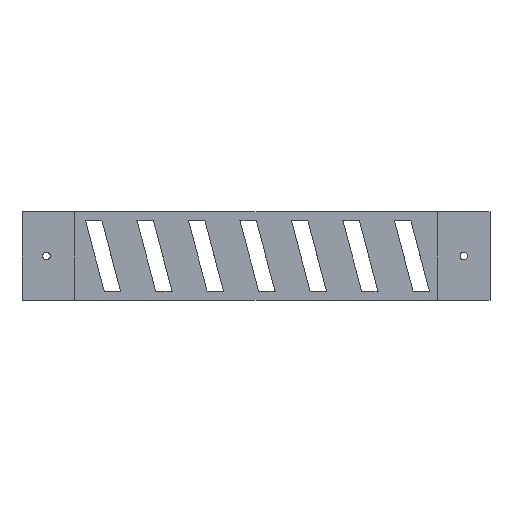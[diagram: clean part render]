
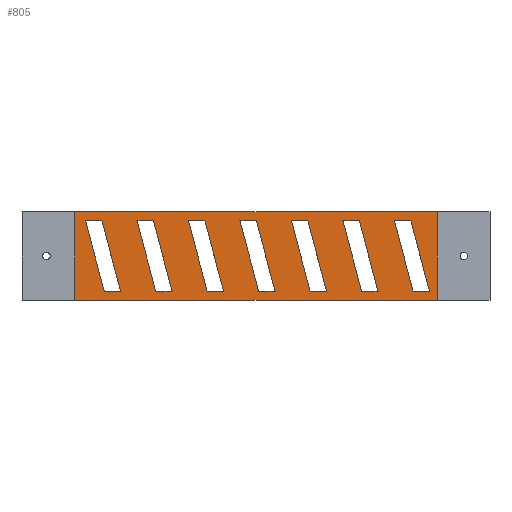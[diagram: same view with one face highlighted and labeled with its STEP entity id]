
A CAD part, top view. The second image highlights one B-rep face of the part: STEP entity #805.
In plain terms, the highlighted planar face has unit normal (0, 0, 1).
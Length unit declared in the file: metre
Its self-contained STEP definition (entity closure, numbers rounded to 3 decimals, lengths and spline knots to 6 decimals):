
#26=ORIENTED_EDGE('',*,*,#250,.F.);
#27=ORIENTED_EDGE('',*,*,#251,.F.);
#28=ORIENTED_EDGE('',*,*,#252,.F.);
#29=ORIENTED_EDGE('',*,*,#253,.F.);
#30=ORIENTED_EDGE('',*,*,#254,.F.);
#31=ORIENTED_EDGE('',*,*,#255,.F.);
#32=ORIENTED_EDGE('',*,*,#256,.F.);
#33=ORIENTED_EDGE('',*,*,#257,.F.);
#34=ORIENTED_EDGE('',*,*,#258,.F.);
#35=ORIENTED_EDGE('',*,*,#259,.F.);
#36=ORIENTED_EDGE('',*,*,#260,.F.);
#37=ORIENTED_EDGE('',*,*,#261,.F.);
#38=ORIENTED_EDGE('',*,*,#262,.F.);
#39=ORIENTED_EDGE('',*,*,#263,.F.);
#40=ORIENTED_EDGE('',*,*,#264,.F.);
#41=ORIENTED_EDGE('',*,*,#265,.F.);
#42=ORIENTED_EDGE('',*,*,#266,.F.);
#43=ORIENTED_EDGE('',*,*,#267,.F.);
#44=ORIENTED_EDGE('',*,*,#268,.F.);
#45=ORIENTED_EDGE('',*,*,#269,.F.);
#46=ORIENTED_EDGE('',*,*,#270,.F.);
#47=ORIENTED_EDGE('',*,*,#271,.F.);
#48=ORIENTED_EDGE('',*,*,#272,.F.);
#49=ORIENTED_EDGE('',*,*,#273,.F.);
#50=ORIENTED_EDGE('',*,*,#274,.F.);
#51=ORIENTED_EDGE('',*,*,#275,.F.);
#52=ORIENTED_EDGE('',*,*,#276,.F.);
#53=ORIENTED_EDGE('',*,*,#277,.F.);
#54=ORIENTED_EDGE('',*,*,#278,.F.);
#55=ORIENTED_EDGE('',*,*,#279,.T.);
#56=ORIENTED_EDGE('',*,*,#248,.T.);
#57=ORIENTED_EDGE('',*,*,#280,.F.);
#248=EDGE_CURVE('',#361,#360,#436,.T.);
#250=EDGE_CURVE('',#362,#363,#438,.T.);
#251=EDGE_CURVE('',#364,#362,#439,.T.);
#252=EDGE_CURVE('',#365,#364,#440,.T.);
#253=EDGE_CURVE('',#363,#365,#441,.T.);
#254=EDGE_CURVE('',#366,#367,#442,.T.);
#255=EDGE_CURVE('',#368,#366,#443,.T.);
#256=EDGE_CURVE('',#369,#368,#444,.T.);
#257=EDGE_CURVE('',#367,#369,#445,.T.);
#258=EDGE_CURVE('',#370,#371,#446,.T.);
#259=EDGE_CURVE('',#372,#370,#447,.T.);
#260=EDGE_CURVE('',#373,#372,#448,.T.);
#261=EDGE_CURVE('',#371,#373,#449,.T.);
#262=EDGE_CURVE('',#374,#375,#450,.T.);
#263=EDGE_CURVE('',#376,#374,#451,.T.);
#264=EDGE_CURVE('',#377,#376,#452,.T.);
#265=EDGE_CURVE('',#375,#377,#453,.T.);
#266=EDGE_CURVE('',#378,#379,#454,.T.);
#267=EDGE_CURVE('',#380,#378,#455,.T.);
#268=EDGE_CURVE('',#381,#380,#456,.T.);
#269=EDGE_CURVE('',#379,#381,#457,.T.);
#270=EDGE_CURVE('',#382,#383,#458,.T.);
#271=EDGE_CURVE('',#384,#382,#459,.T.);
#272=EDGE_CURVE('',#385,#384,#460,.T.);
#273=EDGE_CURVE('',#383,#385,#461,.T.);
#274=EDGE_CURVE('',#386,#387,#462,.T.);
#275=EDGE_CURVE('',#388,#386,#463,.T.);
#276=EDGE_CURVE('',#389,#388,#464,.T.);
#277=EDGE_CURVE('',#387,#389,#465,.T.);
#278=EDGE_CURVE('',#390,#391,#466,.T.);
#279=EDGE_CURVE('',#390,#361,#467,.T.);
#280=EDGE_CURVE('',#391,#360,#468,.T.);
#360=VERTEX_POINT('',#1113);
#361=VERTEX_POINT('',#1115);
#362=VERTEX_POINT('',#1119);
#363=VERTEX_POINT('',#1120);
#364=VERTEX_POINT('',#1122);
#365=VERTEX_POINT('',#1124);
#366=VERTEX_POINT('',#1127);
#367=VERTEX_POINT('',#1128);
#368=VERTEX_POINT('',#1130);
#369=VERTEX_POINT('',#1132);
#370=VERTEX_POINT('',#1135);
#371=VERTEX_POINT('',#1136);
#372=VERTEX_POINT('',#1138);
#373=VERTEX_POINT('',#1140);
#374=VERTEX_POINT('',#1143);
#375=VERTEX_POINT('',#1144);
#376=VERTEX_POINT('',#1146);
#377=VERTEX_POINT('',#1148);
#378=VERTEX_POINT('',#1151);
#379=VERTEX_POINT('',#1152);
#380=VERTEX_POINT('',#1154);
#381=VERTEX_POINT('',#1156);
#382=VERTEX_POINT('',#1159);
#383=VERTEX_POINT('',#1160);
#384=VERTEX_POINT('',#1162);
#385=VERTEX_POINT('',#1164);
#386=VERTEX_POINT('',#1167);
#387=VERTEX_POINT('',#1168);
#388=VERTEX_POINT('',#1170);
#389=VERTEX_POINT('',#1172);
#390=VERTEX_POINT('',#1175);
#391=VERTEX_POINT('',#1176);
#436=LINE('',#1114,#544);
#438=LINE('',#1118,#546);
#439=LINE('',#1121,#547);
#440=LINE('',#1123,#548);
#441=LINE('',#1125,#549);
#442=LINE('',#1126,#550);
#443=LINE('',#1129,#551);
#444=LINE('',#1131,#552);
#445=LINE('',#1133,#553);
#446=LINE('',#1134,#554);
#447=LINE('',#1137,#555);
#448=LINE('',#1139,#556);
#449=LINE('',#1141,#557);
#450=LINE('',#1142,#558);
#451=LINE('',#1145,#559);
#452=LINE('',#1147,#560);
#453=LINE('',#1149,#561);
#454=LINE('',#1150,#562);
#455=LINE('',#1153,#563);
#456=LINE('',#1155,#564);
#457=LINE('',#1157,#565);
#458=LINE('',#1158,#566);
#459=LINE('',#1161,#567);
#460=LINE('',#1163,#568);
#461=LINE('',#1165,#569);
#462=LINE('',#1166,#570);
#463=LINE('',#1169,#571);
#464=LINE('',#1171,#572);
#465=LINE('',#1173,#573);
#466=LINE('',#1174,#574);
#467=LINE('',#1177,#575);
#468=LINE('',#1178,#576);
#544=VECTOR('',#911,1.);
#546=VECTOR('',#915,1.);
#547=VECTOR('',#916,1.);
#548=VECTOR('',#917,1.);
#549=VECTOR('',#918,1.);
#550=VECTOR('',#919,1.);
#551=VECTOR('',#920,1.);
#552=VECTOR('',#921,1.);
#553=VECTOR('',#922,1.);
#554=VECTOR('',#923,1.);
#555=VECTOR('',#924,1.);
#556=VECTOR('',#925,1.);
#557=VECTOR('',#926,1.);
#558=VECTOR('',#927,1.);
#559=VECTOR('',#928,1.);
#560=VECTOR('',#929,1.);
#561=VECTOR('',#930,1.);
#562=VECTOR('',#931,1.);
#563=VECTOR('',#932,1.);
#564=VECTOR('',#933,1.);
#565=VECTOR('',#934,1.);
#566=VECTOR('',#935,1.);
#567=VECTOR('',#936,1.);
#568=VECTOR('',#937,1.);
#569=VECTOR('',#938,1.);
#570=VECTOR('',#939,1.);
#571=VECTOR('',#940,1.);
#572=VECTOR('',#941,1.);
#573=VECTOR('',#942,1.);
#574=VECTOR('',#943,1.);
#575=VECTOR('',#944,1.);
#576=VECTOR('',#945,1.);
#647=EDGE_LOOP('',(#26,#27,#28,#29));
#648=EDGE_LOOP('',(#30,#31,#32,#33));
#649=EDGE_LOOP('',(#34,#35,#36,#37));
#650=EDGE_LOOP('',(#38,#39,#40,#41));
#651=EDGE_LOOP('',(#42,#43,#44,#45));
#652=EDGE_LOOP('',(#46,#47,#48,#49));
#653=EDGE_LOOP('',(#50,#51,#52,#53));
#654=EDGE_LOOP('',(#54,#55,#56,#57));
#707=FACE_BOUND('',#647,.T.);
#708=FACE_BOUND('',#648,.T.);
#709=FACE_BOUND('',#649,.T.);
#710=FACE_BOUND('',#650,.T.);
#711=FACE_BOUND('',#651,.T.);
#712=FACE_BOUND('',#652,.T.);
#713=FACE_BOUND('',#653,.T.);
#714=FACE_BOUND('',#654,.T.);
#767=PLANE('',#858);
#805=ADVANCED_FACE('',(#707,#708,#709,#710,#711,#712,#713,#714),#767,.T.);
#858=AXIS2_PLACEMENT_3D('',#1117,#913,#914);
#911=DIRECTION('',(1.,0.,0.));
#913=DIRECTION('',(0.,0.,1.));
#914=DIRECTION('',(1.,0.,0.));
#915=DIRECTION('',(-1.,0.,0.));
#916=DIRECTION('',(-0.259,0.966,0.));
#917=DIRECTION('',(1.,0.,0.));
#918=DIRECTION('',(0.259,-0.966,0.));
#919=DIRECTION('',(-1.,0.,0.));
#920=DIRECTION('',(-0.259,0.966,0.));
#921=DIRECTION('',(1.,0.,0.));
#922=DIRECTION('',(0.259,-0.966,0.));
#923=DIRECTION('',(-1.,0.,0.));
#924=DIRECTION('',(-0.259,0.966,0.));
#925=DIRECTION('',(1.,0.,0.));
#926=DIRECTION('',(0.259,-0.966,0.));
#927=DIRECTION('',(-1.,0.,0.));
#928=DIRECTION('',(-0.259,0.966,0.));
#929=DIRECTION('',(1.,0.,0.));
#930=DIRECTION('',(0.259,-0.966,0.));
#931=DIRECTION('',(-1.,0.,0.));
#932=DIRECTION('',(-0.259,0.966,0.));
#933=DIRECTION('',(1.,0.,0.));
#934=DIRECTION('',(0.259,-0.966,0.));
#935=DIRECTION('',(-1.,0.,0.));
#936=DIRECTION('',(-0.259,0.966,0.));
#937=DIRECTION('',(1.,0.,0.));
#938=DIRECTION('',(0.259,-0.966,0.));
#939=DIRECTION('',(-1.,0.,0.));
#940=DIRECTION('',(-0.259,0.966,0.));
#941=DIRECTION('',(1.,0.,0.));
#942=DIRECTION('',(0.259,-0.966,0.));
#943=DIRECTION('',(1.,0.,0.));
#944=DIRECTION('',(0.,-1.,0.));
#945=DIRECTION('',(0.,-1.,0.));
#1113=CARTESIAN_POINT('',(0.098425,-0.02413,0.));
#1114=CARTESIAN_POINT('',(0.,-0.02413,0.));
#1115=CARTESIAN_POINT('',(-0.098425,-0.02413,0.));
#1117=CARTESIAN_POINT('',(0.,0.,0.));
#1118=CARTESIAN_POINT('',(-0.088106,0.01905,0.));
#1119=CARTESIAN_POINT('',(-0.083661,0.01905,0.));
#1120=CARTESIAN_POINT('',(-0.092551,0.01905,0.));
#1121=CARTESIAN_POINT('',(-0.078557,0.,0.));
#1122=CARTESIAN_POINT('',(-0.073452,-0.01905,0.));
#1123=CARTESIAN_POINT('',(-0.077897,-0.01905,0.));
#1124=CARTESIAN_POINT('',(-0.082342,-0.01905,0.));
#1125=CARTESIAN_POINT('',(-0.087447,0.,0.));
#1126=CARTESIAN_POINT('',(-0.060166,0.01905,0.));
#1127=CARTESIAN_POINT('',(-0.055721,0.01905,0.));
#1128=CARTESIAN_POINT('',(-0.064611,0.01905,0.));
#1129=CARTESIAN_POINT('',(-0.050617,0.,0.));
#1130=CARTESIAN_POINT('',(-0.045512,-0.01905,0.));
#1131=CARTESIAN_POINT('',(-0.049957,-0.01905,0.));
#1132=CARTESIAN_POINT('',(-0.054402,-0.01905,0.));
#1133=CARTESIAN_POINT('',(-0.059507,0.,0.));
#1134=CARTESIAN_POINT('',(-0.032226,0.01905,0.));
#1135=CARTESIAN_POINT('',(-0.027781,0.01905,0.));
#1136=CARTESIAN_POINT('',(-0.036671,0.01905,0.));
#1137=CARTESIAN_POINT('',(-0.022677,0.,0.));
#1138=CARTESIAN_POINT('',(-0.017572,-0.01905,0.));
#1139=CARTESIAN_POINT('',(-0.022017,-0.01905,0.));
#1140=CARTESIAN_POINT('',(-0.026462,-0.01905,0.));
#1141=CARTESIAN_POINT('',(-0.031567,0.,0.));
#1142=CARTESIAN_POINT('',(-0.004286,0.01905,0.));
#1143=CARTESIAN_POINT('',(0.000159,0.01905,0.));
#1144=CARTESIAN_POINT('',(-0.008731,0.01905,0.));
#1145=CARTESIAN_POINT('',(0.005263,0.,0.));
#1146=CARTESIAN_POINT('',(0.010368,-0.01905,0.));
#1147=CARTESIAN_POINT('',(0.005923,-0.01905,0.));
#1148=CARTESIAN_POINT('',(0.001478,-0.01905,0.));
#1149=CARTESIAN_POINT('',(-0.003627,0.,0.));
#1150=CARTESIAN_POINT('',(0.023654,0.01905,0.));
#1151=CARTESIAN_POINT('',(0.028099,0.01905,0.));
#1152=CARTESIAN_POINT('',(0.019209,0.01905,0.));
#1153=CARTESIAN_POINT('',(0.033203,0.,0.));
#1154=CARTESIAN_POINT('',(0.038308,-0.01905,0.));
#1155=CARTESIAN_POINT('',(0.033863,-0.01905,0.));
#1156=CARTESIAN_POINT('',(0.029418,-0.01905,0.));
#1157=CARTESIAN_POINT('',(0.024313,0.,0.));
#1158=CARTESIAN_POINT('',(0.051594,0.01905,0.));
#1159=CARTESIAN_POINT('',(0.056039,0.01905,0.));
#1160=CARTESIAN_POINT('',(0.047149,0.01905,0.));
#1161=CARTESIAN_POINT('',(0.061143,0.,0.));
#1162=CARTESIAN_POINT('',(0.066248,-0.01905,0.));
#1163=CARTESIAN_POINT('',(0.061803,-0.01905,0.));
#1164=CARTESIAN_POINT('',(0.057358,-0.01905,0.));
#1165=CARTESIAN_POINT('',(0.052253,0.,0.));
#1166=CARTESIAN_POINT('',(0.079534,0.01905,0.));
#1167=CARTESIAN_POINT('',(0.083979,0.01905,0.));
#1168=CARTESIAN_POINT('',(0.075089,0.01905,0.));
#1169=CARTESIAN_POINT('',(0.089083,0.,0.));
#1170=CARTESIAN_POINT('',(0.094188,-0.01905,0.));
#1171=CARTESIAN_POINT('',(0.089743,-0.01905,0.));
#1172=CARTESIAN_POINT('',(0.085298,-0.01905,0.));
#1173=CARTESIAN_POINT('',(0.080193,0.,0.));
#1174=CARTESIAN_POINT('',(0.,0.02413,0.));
#1175=CARTESIAN_POINT('',(-0.098425,0.02413,0.));
#1176=CARTESIAN_POINT('',(0.098425,0.02413,0.));
#1177=CARTESIAN_POINT('',(-0.098425,0.02667,0.));
#1178=CARTESIAN_POINT('',(0.098425,0.02667,0.));
